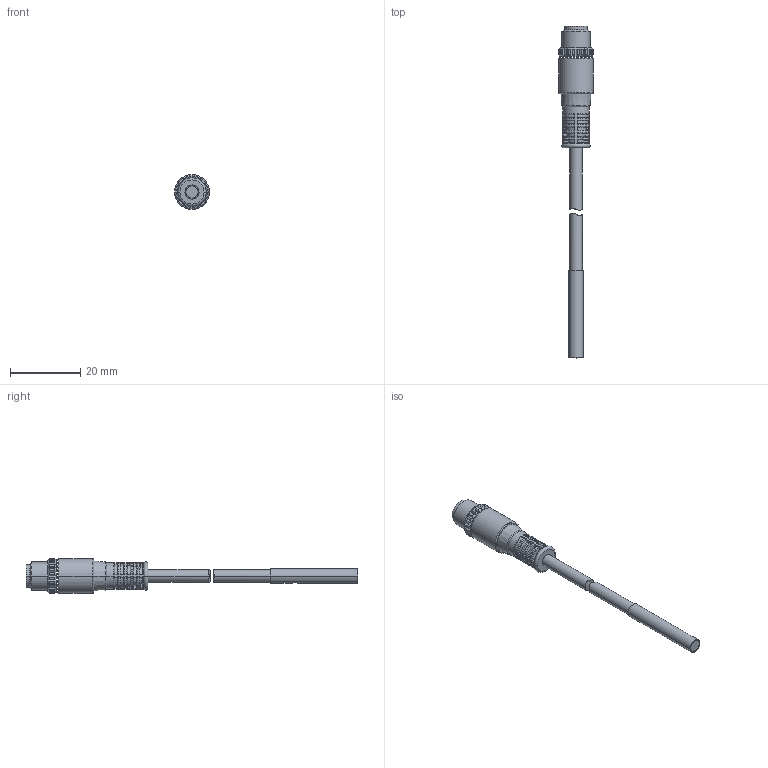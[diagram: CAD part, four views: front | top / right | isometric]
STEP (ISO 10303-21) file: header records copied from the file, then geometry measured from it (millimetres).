
FILE_DESCRIPTION((''),'2;1');
FILE_NAME('DW-AV-60X-04-2XX_SW0002','2017-04-12T',('stagiaire01rd'),(''),'PRO/ENGINEER BY PARAMETRIC TECHNOLOGY CORPORATION, 2016360','PRO/ENGINEER BY PARAMETRIC TECHNOLOGY CORPORATION, 2016360','');
FILE_SCHEMA(('CONFIG_CONTROL_DESIGN'));
Length unit declared in the file: millimetre
Products named in the file (1): DW-AV-60X-04-2XX_SW0002
Bounding box: 9.97 x 94.8 x 9.97 mm (x, y, z)
Surface area: 2192.7 mm2 (no closed solid volume)
Topology: 0 solids, 11 shells, 373 faces, 1188 edges, 769 vertices
Faces by surface type: plane 120, cylinder 95, bspline 78, torus 50, cone 22, sphere 6, extrusion 2
Entity records: 16577 total; most frequent: CARTESIAN_POINT 7051, ORIENTED_EDGE 1946, DIRECTION 1844, EDGE_CURVE 1182, VERTEX_POINT 769, AXIS2_PLACEMENT_3D 751, CIRCLE 458, EDGE_LOOP 393
